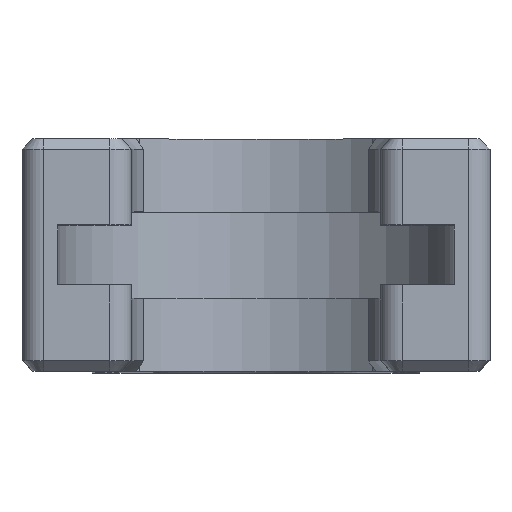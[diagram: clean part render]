
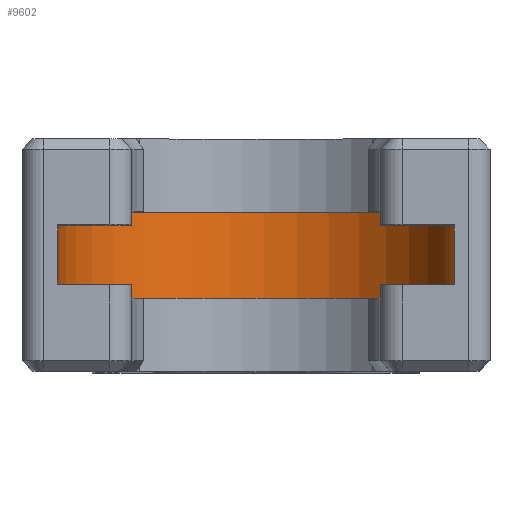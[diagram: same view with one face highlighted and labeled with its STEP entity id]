
A CAD part, top view. The second image highlights one B-rep face of the part: STEP entity #9602.
In plain terms, the highlighted cylindrical face has radius 7.239 mm (diameter 14.478 mm), a partial arc.
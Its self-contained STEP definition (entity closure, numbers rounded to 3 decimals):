
#31=CYLINDRICAL_SURFACE('',#10111,7.239);
#961=CIRCLE('',#10046,7.239);
#971=CIRCLE('',#10059,7.239);
#974=CIRCLE('',#10063,7.239);
#991=CIRCLE('',#10112,7.239);
#992=CIRCLE('',#10113,7.239);
#993=CIRCLE('',#10114,7.239);
#1374=FACE_OUTER_BOUND('',#1938,.T.);
#1938=EDGE_LOOP('',(#7697,#7698,#7699,#7700,#7701,#7702,#7703,#7704,#7705,
#7706,#7707,#7708));
#2580=LINE('',#17564,#3358);
#2581=LINE('',#17569,#3359);
#2632=LINE('',#17709,#3410);
#2634=LINE('',#17713,#3412);
#2635=LINE('',#17717,#3413);
#2636=LINE('',#17721,#3414);
#3358=VECTOR('',#11018,0.483);
#3359=VECTOR('',#11023,0.483);
#3410=VECTOR('',#11180,2.184);
#3412=VECTOR('',#11184,2.184);
#3413=VECTOR('',#11187,0.483);
#3414=VECTOR('',#11190,0.483);
#4233=VERTEX_POINT('',#17539);
#4234=VERTEX_POINT('',#17540);
#4243=VERTEX_POINT('',#17560);
#4246=VERTEX_POINT('',#17567);
#4247=VERTEX_POINT('',#17572);
#4254=VERTEX_POINT('',#17588);
#4282=VERTEX_POINT('',#17708);
#4283=VERTEX_POINT('',#17712);
#4284=VERTEX_POINT('',#17714);
#4285=VERTEX_POINT('',#17716);
#4286=VERTEX_POINT('',#17718);
#4287=VERTEX_POINT('',#17720);
#5417=EDGE_CURVE('',#4233,#4234,#961,.T.);
#5429=EDGE_CURVE('',#4234,#4243,#2580,.T.);
#5431=EDGE_CURVE('',#4233,#4246,#2581,.T.);
#5433=EDGE_CURVE('',#4243,#4247,#971,.T.);
#5442=EDGE_CURVE('',#4254,#4246,#974,.T.);
#5502=EDGE_CURVE('',#4247,#4282,#2632,.T.);
#5504=EDGE_CURVE('',#4254,#4283,#2634,.T.);
#5505=EDGE_CURVE('',#4283,#4284,#991,.T.);
#5506=EDGE_CURVE('',#4285,#4284,#2635,.T.);
#5507=EDGE_CURVE('',#4285,#4286,#992,.T.);
#5508=EDGE_CURVE('',#4286,#4287,#2636,.T.);
#5509=EDGE_CURVE('',#4287,#4282,#993,.T.);
#7697=ORIENTED_EDGE('',*,*,#5504,.T.);
#7698=ORIENTED_EDGE('',*,*,#5505,.T.);
#7699=ORIENTED_EDGE('',*,*,#5506,.F.);
#7700=ORIENTED_EDGE('',*,*,#5507,.T.);
#7701=ORIENTED_EDGE('',*,*,#5508,.T.);
#7702=ORIENTED_EDGE('',*,*,#5509,.T.);
#7703=ORIENTED_EDGE('',*,*,#5502,.F.);
#7704=ORIENTED_EDGE('',*,*,#5433,.F.);
#7705=ORIENTED_EDGE('',*,*,#5429,.F.);
#7706=ORIENTED_EDGE('',*,*,#5417,.F.);
#7707=ORIENTED_EDGE('',*,*,#5431,.T.);
#7708=ORIENTED_EDGE('',*,*,#5442,.F.);
#9602=ADVANCED_FACE('',(#1374),#31,.F.);
#10046=AXIS2_PLACEMENT_3D('',#17541,#10995,#10996);
#10059=AXIS2_PLACEMENT_3D('',#17573,#11027,#11028);
#10063=AXIS2_PLACEMENT_3D('',#17590,#11041,#11042);
#10111=AXIS2_PLACEMENT_3D('',#17711,#11182,#11183);
#10112=AXIS2_PLACEMENT_3D('',#17715,#11185,#11186);
#10113=AXIS2_PLACEMENT_3D('',#17719,#11188,#11189);
#10114=AXIS2_PLACEMENT_3D('',#17722,#11191,#11192);
#10995=DIRECTION('center_axis',(0.,-1.,0.));
#10996=DIRECTION('ref_axis',(0.,0.,
-1.));
#11018=DIRECTION('',(0.,-1.,0.));
#11023=DIRECTION('',(0.,-1.,0.));
#11027=DIRECTION('center_axis',(0.,-1.,0.));
#11028=DIRECTION('ref_axis',(0.,0.,
-1.));
#11041=DIRECTION('center_axis',(0.,-1.,0.));
#11042=DIRECTION('ref_axis',(0.,0.,
-1.));
#11180=DIRECTION('',(0.,-1.,0.));
#11182=DIRECTION('center_axis',(0.,-1.,0.));
#11183=DIRECTION('ref_axis',(0.,0.,
-1.));
#11184=DIRECTION('',(0.,-1.,0.));
#11185=DIRECTION('center_axis',(0.,-1.,0.));
#11186=DIRECTION('ref_axis',(0.,0.,
-1.));
#11187=DIRECTION('',(0.,1.,0.));
#11188=DIRECTION('center_axis',(0.,-1.,0.));
#11189=DIRECTION('ref_axis',(0.,0.,
-1.));
#11190=DIRECTION('',(0.,1.,0.));
#11191=DIRECTION('center_axis',(0.,-1.,0.));
#11192=DIRECTION('ref_axis',(0.,0.,
-1.));
#17539=CARTESIAN_POINT('',(-29.406,-216.965,-3.642));
#17540=CARTESIAN_POINT('',(-16.528,-216.965,-4.216));
#17541=CARTESIAN_POINT('Origin',(-22.82,-216.965,-0.637));
#17560=CARTESIAN_POINT('',(-16.528,-217.447,-4.216));
#17564=CARTESIAN_POINT('',(-16.528,-216.965,-4.216));
#17567=CARTESIAN_POINT('',(-29.406,-217.447,-3.642));
#17569=CARTESIAN_POINT('',(-29.406,-216.965,-3.642));
#17572=CARTESIAN_POINT('',(-15.581,-217.447,-0.637));
#17573=CARTESIAN_POINT('Origin',(-22.82,-217.447,-0.637));
#17588=CARTESIAN_POINT('',(-30.059,-217.447,-0.637));
#17590=CARTESIAN_POINT('Origin',(-22.82,-217.447,-0.637));
#17708=CARTESIAN_POINT('',(-15.581,-219.632,-0.637));
#17709=CARTESIAN_POINT('',(-15.581,-217.447,-0.637));
#17711=CARTESIAN_POINT('Origin',(-22.82,-219.632,-0.637));
#17712=CARTESIAN_POINT('',(-30.059,-219.632,-0.637));
#17713=CARTESIAN_POINT('',(-30.059,-217.447,-0.637));
#17714=CARTESIAN_POINT('',(-29.406,-219.632,-3.642));
#17715=CARTESIAN_POINT('Origin',(-22.82,-219.632,-0.637));
#17716=CARTESIAN_POINT('',(-29.406,-220.115,-3.642));
#17717=CARTESIAN_POINT('',(-29.406,-220.115,-3.642));
#17718=CARTESIAN_POINT('',(-16.528,-220.115,-4.216));
#17719=CARTESIAN_POINT('Origin',(-22.82,-220.115,-0.637));
#17720=CARTESIAN_POINT('',(-16.528,-219.632,-4.216));
#17721=CARTESIAN_POINT('',(-16.528,-220.115,-4.216));
#17722=CARTESIAN_POINT('Origin',(-22.82,-219.632,-0.637));
